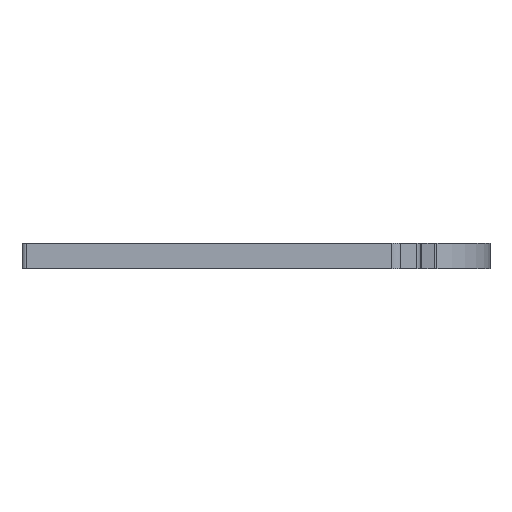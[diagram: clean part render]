
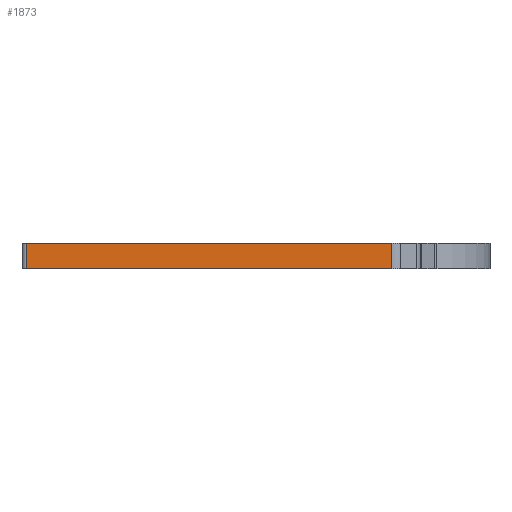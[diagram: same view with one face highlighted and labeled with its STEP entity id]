
A CAD part, left-side view. The second image highlights one B-rep face of the part: STEP entity #1873.
In plain terms, the highlighted planar face has unit normal (-1, 0, 0).
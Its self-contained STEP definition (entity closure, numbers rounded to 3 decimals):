
#339=FACE_OUTER_BOUND('',#496,.T.);
#496=EDGE_LOOP('',(#1698,#1699,#1700,#1701));
#554=LINE('',#2848,#697);
#562=LINE('',#2937,#705);
#622=LINE('',#3168,#765);
#641=LINE('',#3206,#784);
#697=VECTOR('',#2250,10.);
#705=VECTOR('',#2338,10.);
#765=VECTOR('',#2604,10.);
#784=VECTOR('',#2661,10.);
#856=VERTEX_POINT('',#2845);
#857=VERTEX_POINT('',#2847);
#897=VERTEX_POINT('',#2934);
#898=VERTEX_POINT('',#2936);
#1039=EDGE_CURVE('',#856,#857,#554,.T.);
#1085=EDGE_CURVE('',#897,#898,#562,.T.);
#1198=EDGE_CURVE('',#857,#897,#622,.T.);
#1217=EDGE_CURVE('',#898,#856,#641,.T.);
#1698=ORIENTED_EDGE('',*,*,#1198,.F.);
#1699=ORIENTED_EDGE('',*,*,#1039,.F.);
#1700=ORIENTED_EDGE('',*,*,#1217,.F.);
#1701=ORIENTED_EDGE('',*,*,#1085,.F.);
#1784=PLANE('',#2104);
#1873=ADVANCED_FACE('',(#339),#1784,.T.);
#2104=AXIS2_PLACEMENT_3D('',#3205,#2659,#2660);
#2250=DIRECTION('',(0.,1.,0.));
#2338=DIRECTION('',(0.,-1.,0.));
#2604=DIRECTION('',(0.,0.,1.));
#2659=DIRECTION('center_axis',(-1.,0.,0.));
#2660=DIRECTION('ref_axis',(0.,1.,0.));
#2661=DIRECTION('',(0.,0.,-1.));
#2845=CARTESIAN_POINT('',(-30.,19.614,64.758));
#2847=CARTESIAN_POINT('',(-30.,63.3,64.758));
#2848=CARTESIAN_POINT('',(-30.,27.732,64.758));
#2934=CARTESIAN_POINT('',(-30.,63.3,67.758));
#2936=CARTESIAN_POINT('',(-30.,19.614,67.758));
#2937=CARTESIAN_POINT('',(-30.,63.8,67.758));
#3168=CARTESIAN_POINT('',(-30.,63.3,67.758));
#3205=CARTESIAN_POINT('Origin',(-30.,19.614,67.758));
#3206=CARTESIAN_POINT('',(-30.,19.614,67.758));
